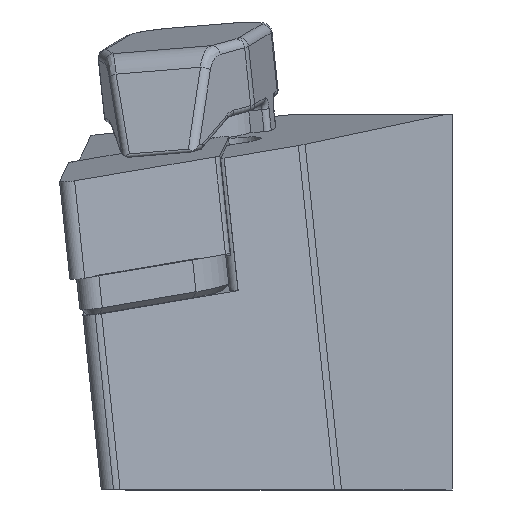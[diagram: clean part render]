
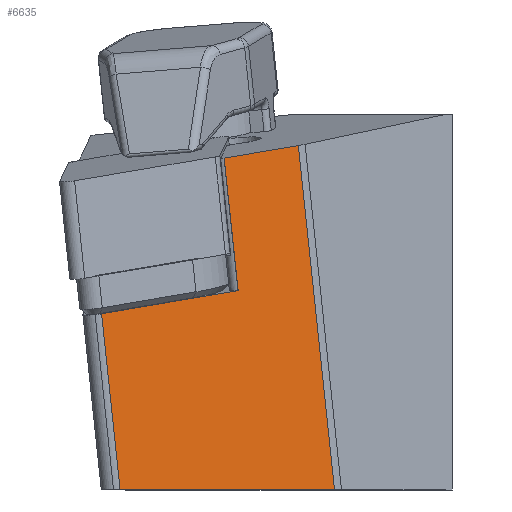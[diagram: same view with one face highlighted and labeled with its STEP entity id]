
A CAD part, left-side view. The second image highlights one B-rep face of the part: STEP entity #6635.
In plain terms, the highlighted planar face has unit normal (-0.849, -0.527, -0.034).
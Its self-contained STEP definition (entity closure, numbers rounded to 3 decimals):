
#334 = CARTESIAN_POINT ( 'NONE',  ( -108.721, -7.203, 12.489 ) ) ;
#613 = VERTEX_POINT ( 'NONE', #334 ) ;
#965 = DIRECTION ( 'NONE',  ( 0.527, -0.85, 0. ) ) ;
#987 = VECTOR ( 'NONE', #2190, 1000. ) ;
#1089 = EDGE_CURVE ( 'NONE', #3780, #613, #4808, .T. ) ;
#1121 = DIRECTION ( 'NONE',  ( -0.518, 0.843, -0.143 ) ) ;
#1122 = VERTEX_POINT ( 'NONE', #3598 ) ;
#1297 = DIRECTION ( 'NONE',  ( 0.105, -0.104, -0.989 ) ) ;
#1340 = CARTESIAN_POINT ( 'NONE',  ( -112.417, -1.181, 11.466 ) ) ;
#1391 = AXIS2_PLACEMENT_3D ( 'NONE', #6881, #3504, #965 ) ;
#1512 = VECTOR ( 'NONE', #2301, 1000. ) ;
#1891 = VERTEX_POINT ( 'NONE', #5167 ) ;
#1993 = CARTESIAN_POINT ( 'NONE',  ( -105.833, -10.03, -15.5 ) ) ;
#2066 = VERTEX_POINT ( 'NONE', #8639 ) ;
#2136 = EDGE_CURVE ( 'NONE', #1122, #7009, #7814, .T. ) ;
#2185 = ORIENTED_EDGE ( 'NONE', *, *, #7138, .F. ) ;
#2190 = DIRECTION ( 'NONE',  ( -0.105, 0.104, 0.989 ) ) ;
#2301 = DIRECTION ( 'NONE',  ( 0.518, -0.843, 0.143 ) ) ;
#2612 = FACE_OUTER_BOUND ( 'NONE', #7212, .T. ) ;
#2691 = ORIENTED_EDGE ( 'NONE', *, *, #7794, .T. ) ;
#2750 = VECTOR ( 'NONE', #1121, 1000. ) ;
#3201 = CARTESIAN_POINT ( 'NONE',  ( -141.097, 31.663, 216.52 ) ) ;
#3391 = EDGE_CURVE ( 'NONE', #2066, #7009, #4283, .T. ) ;
#3442 = ORIENTED_EDGE ( 'NONE', *, *, #4243, .F. ) ;
#3504 = DIRECTION ( 'NONE',  ( 0.849, 0.527, 0.034 ) ) ;
#3598 = CARTESIAN_POINT ( 'NONE',  ( -118.09, 8.782, -1.181 ) ) ;
#3666 = CARTESIAN_POINT ( 'NONE',  ( -106.887, -10.19, 12.997 ) ) ;
#3780 = VERTEX_POINT ( 'NONE', #1340 ) ;
#3935 = CARTESIAN_POINT ( 'NONE',  ( -107.583, -8.334, 1.728 ) ) ;
#4243 = EDGE_CURVE ( 'NONE', #613, #2066, #4857, .T. ) ;
#4283 = LINE ( 'NONE', #1993, #4928 ) ;
#4705 = CARTESIAN_POINT ( 'NONE',  ( -113.078, -0.524, 17.722 ) ) ;
#4808 = LINE ( 'NONE', #3666, #1512 ) ;
#4857 = LINE ( 'NONE', #6586, #8210 ) ;
#4928 = VECTOR ( 'NONE', #6047, 1000. ) ;
#5167 = CARTESIAN_POINT ( 'NONE',  ( -111.279, -2.312, 0.705 ) ) ;
#5438 = LINE ( 'NONE', #4705, #987 ) ;
#5901 = CARTESIAN_POINT ( 'NONE',  ( -116.577, 7.277, -15.5 ) ) ;
#6047 = DIRECTION ( 'NONE',  ( -0.527, 0.85, 0. ) ) ;
#6130 = PLANE ( 'NONE',  #1391 ) ;
#6371 = ORIENTED_EDGE ( 'NONE', *, *, #3391, .F. ) ;
#6586 = CARTESIAN_POINT ( 'NONE',  ( -130.591, 14.548, 219.429 ) ) ;
#6635 = ADVANCED_FACE ( 'NONE', ( #2612 ), #6130, .F. ) ;
#6881 = CARTESIAN_POINT ( 'NONE',  ( -130.591, 14.548, 219.429 ) ) ;
#6957 = ORIENTED_EDGE ( 'NONE', *, *, #2136, .T. ) ;
#7009 = VERTEX_POINT ( 'NONE', #5901 ) ;
#7138 = EDGE_CURVE ( 'NONE', #1891, #3780, #5438, .T. ) ;
#7212 = EDGE_LOOP ( 'NONE', ( #2691, #6957, #6371, #3442, #7976, #2185 ) ) ;
#7616 = VECTOR ( 'NONE', #1297, 1000. ) ;
#7794 = EDGE_CURVE ( 'NONE', #1891, #1122, #8353, .T. ) ;
#7814 = LINE ( 'NONE', #3201, #7616 ) ;
#7976 = ORIENTED_EDGE ( 'NONE', *, *, #1089, .F. ) ;
#7986 = DIRECTION ( 'NONE',  ( 0.105, -0.104, -0.989 ) ) ;
#8210 = VECTOR ( 'NONE', #7986, 1000. ) ;
#8353 = LINE ( 'NONE', #3935, #2750 ) ;
#8639 = CARTESIAN_POINT ( 'NONE',  ( -105.763, -10.144, -15.5 ) ) ;
